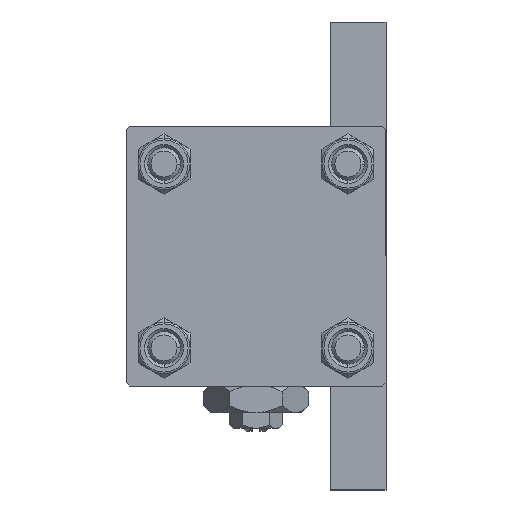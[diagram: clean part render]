
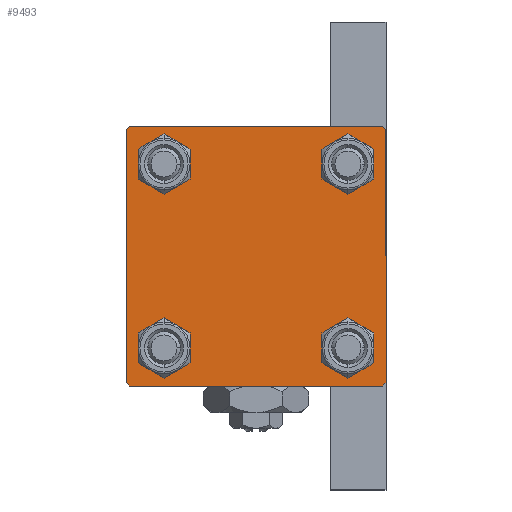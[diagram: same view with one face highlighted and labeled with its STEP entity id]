
A CAD part, left-side view. The second image highlights one B-rep face of the part: STEP entity #9493.
In plain terms, the highlighted planar face has unit normal (-1, 0, 0).
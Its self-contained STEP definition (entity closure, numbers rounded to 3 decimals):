
#13 = CARTESIAN_POINT ( 'NONE',  ( 0., -14.15, -17.15 ) ) ;
#566 = CARTESIAN_POINT ( 'NONE',  ( 0., 14.15, -11.15 ) ) ;
#902 = LINE ( 'NONE', #16230, #1960 ) ;
#1653 = EDGE_CURVE ( 'NONE', #11186, #38839, #902, .T. ) ;
#1739 = DIRECTION ( 'NONE',  ( 1., 0., 0. ) ) ;
#1960 = VECTOR ( 'NONE', #3937, 1000. ) ;
#2232 = AXIS2_PLACEMENT_3D ( 'NONE', #34285, #46065, #27519 ) ;
#2637 = DIRECTION ( 'NONE',  ( 1., 0., 0. ) ) ;
#2753 = CARTESIAN_POINT ( 'NONE',  ( 0., -19.75, -19.75 ) ) ;
#2761 = EDGE_LOOP ( 'NONE', ( #9689, #21850 ) ) ;
#2854 = CIRCLE ( 'NONE', #30900, 3. ) ;
#3040 = VERTEX_POINT ( 'NONE', #40134 ) ;
#3428 = DIRECTION ( 'NONE',  ( 0., -1., 0. ) ) ;
#3937 = DIRECTION ( 'NONE',  ( 0., 0., -1. ) ) ;
#4352 = DIRECTION ( 'NONE',  ( 0., -1., 0. ) ) ;
#5202 = CARTESIAN_POINT ( 'NONE',  ( 0., 19.5, 20. ) ) ;
#6106 = VERTEX_POINT ( 'NONE', #45738 ) ;
#6254 = VECTOR ( 'NONE', #10864, 1000. ) ;
#6298 = VERTEX_POINT ( 'NONE', #10097 ) ;
#6539 = EDGE_LOOP ( 'NONE', ( #40773, #33983 ) ) ;
#6771 = CARTESIAN_POINT ( 'NONE',  ( 0., 20., -19.5 ) ) ;
#6830 = FACE_BOUND ( 'NONE', #6539, .T. ) ;
#6925 = CARTESIAN_POINT ( 'NONE',  ( 0., -14.15, 17.15 ) ) ;
#7326 = EDGE_CURVE ( 'NONE', #6298, #17691, #29399, .T. ) ;
#7601 = DIRECTION ( 'NONE',  ( 0., 0., 1. ) ) ;
#7603 = ORIENTED_EDGE ( 'NONE', *, *, #26489, .F. ) ;
#7941 = AXIS2_PLACEMENT_3D ( 'NONE', #16121, #19135, #7601 ) ;
#8310 = DIRECTION ( 'NONE',  ( 1., 0., 0. ) ) ;
#8479 = VERTEX_POINT ( 'NONE', #32747 ) ;
#8677 = DIRECTION ( 'NONE',  ( 0., 0., -1. ) ) ;
#8682 = DIRECTION ( 'NONE',  ( 0., 0., 1. ) ) ;
#9024 = VERTEX_POINT ( 'NONE', #37576 ) ;
#9028 = EDGE_CURVE ( 'NONE', #25310, #38399, #13430, .T. ) ;
#9213 = CARTESIAN_POINT ( 'NONE',  ( 0., -20., -19.5 ) ) ;
#9376 = EDGE_CURVE ( 'NONE', #8479, #3040, #33792, .T. ) ;
#9493 = ADVANCED_FACE ( 'NONE', ( #21644, #6830, #21133, #25655, #25156 ), #29668, .T. ) ;
#9689 = ORIENTED_EDGE ( 'NONE', *, *, #47531, .T. ) ;
#10097 = CARTESIAN_POINT ( 'NONE',  ( 0., -14.15, 11.15 ) ) ;
#10543 = DIRECTION ( 'NONE',  ( 1., 0., 0. ) ) ;
#10654 = VECTOR ( 'NONE', #8677, 1000. ) ;
#10864 = DIRECTION ( 'NONE',  ( 0., -0.707, -0.707 ) ) ;
#11186 = VERTEX_POINT ( 'NONE', #25244 ) ;
#11353 = ORIENTED_EDGE ( 'NONE', *, *, #43288, .T. ) ;
#12191 = LINE ( 'NONE', #12441, #10654 ) ;
#12441 = CARTESIAN_POINT ( 'NONE',  ( 0., -20., 20. ) ) ;
#12693 = VECTOR ( 'NONE', #3428, 1000. ) ;
#13055 = EDGE_CURVE ( 'NONE', #17691, #6298, #45518, .T. ) ;
#13430 = CIRCLE ( 'NONE', #31861, 3. ) ;
#15082 = CIRCLE ( 'NONE', #2232, 3. ) ;
#15186 = DIRECTION ( 'NONE',  ( 0., 0., 1. ) ) ;
#15560 = EDGE_CURVE ( 'NONE', #27596, #9024, #20150, .T. ) ;
#15597 = CARTESIAN_POINT ( 'NONE',  ( 0., 14.15, -14.15 ) ) ;
#16121 = CARTESIAN_POINT ( 'NONE',  ( 0., 14.15, -14.15 ) ) ;
#16146 = CARTESIAN_POINT ( 'NONE',  ( 0., 20., 20. ) ) ;
#16230 = CARTESIAN_POINT ( 'NONE',  ( 0., 20., 20. ) ) ;
#17369 = DIRECTION ( 'NONE',  ( 0., 0., 1. ) ) ;
#17625 = CARTESIAN_POINT ( 'NONE',  ( 0., 14.15, 17.15 ) ) ;
#17691 = VERTEX_POINT ( 'NONE', #6925 ) ;
#17815 = LINE ( 'NONE', #2753, #29367 ) ;
#18270 = AXIS2_PLACEMENT_3D ( 'NONE', #37227, #2637, #15186 ) ;
#18401 = VERTEX_POINT ( 'NONE', #9213 ) ;
#18748 = DIRECTION ( 'NONE',  ( 0., 0.707, 0.707 ) ) ;
#19135 = DIRECTION ( 'NONE',  ( 1., 0., 0. ) ) ;
#19323 = ORIENTED_EDGE ( 'NONE', *, *, #9028, .T. ) ;
#19372 = ORIENTED_EDGE ( 'NONE', *, *, #15560, .F. ) ;
#19409 = VERTEX_POINT ( 'NONE', #27115 ) ;
#19699 = AXIS2_PLACEMENT_3D ( 'NONE', #43630, #1739, #36339 ) ;
#20150 = LINE ( 'NONE', #16146, #32780 ) ;
#20642 = ORIENTED_EDGE ( 'NONE', *, *, #38694, .T. ) ;
#20859 = EDGE_LOOP ( 'NONE', ( #48478, #33777, #22039, #20642, #7603, #11353, #19372, #34700 ) ) ;
#21133 = FACE_BOUND ( 'NONE', #2761, .T. ) ;
#21404 = VECTOR ( 'NONE', #18748, 1000. ) ;
#21644 = FACE_BOUND ( 'NONE', #23264, .T. ) ;
#21768 = CARTESIAN_POINT ( 'NONE',  ( 0., 19.75, 19.75 ) ) ;
#21850 = ORIENTED_EDGE ( 'NONE', *, *, #34562, .T. ) ;
#22039 = ORIENTED_EDGE ( 'NONE', *, *, #9376, .T. ) ;
#22160 = AXIS2_PLACEMENT_3D ( 'NONE', #27375, #46901, #30877 ) ;
#22238 = VECTOR ( 'NONE', #29054, 1000. ) ;
#22260 = CARTESIAN_POINT ( 'NONE',  ( 0., 20., -20. ) ) ;
#22645 = LINE ( 'NONE', #29923, #6254 ) ;
#23264 = EDGE_LOOP ( 'NONE', ( #34032, #37503 ) ) ;
#23518 = CARTESIAN_POINT ( 'NONE',  ( 0., -19.75, 19.75 ) ) ;
#25156 = FACE_OUTER_BOUND ( 'NONE', #20859, .T. ) ;
#25244 = CARTESIAN_POINT ( 'NONE',  ( 0., 20., 19.5 ) ) ;
#25310 = VERTEX_POINT ( 'NONE', #45584 ) ;
#25655 = FACE_BOUND ( 'NONE', #35996, .T. ) ;
#26489 = EDGE_CURVE ( 'NONE', #19409, #18401, #12191, .T. ) ;
#27115 = CARTESIAN_POINT ( 'NONE',  ( 0., -20., 19.5 ) ) ;
#27375 = CARTESIAN_POINT ( 'NONE',  ( 0., -14.15, 14.15 ) ) ;
#27519 = DIRECTION ( 'NONE',  ( 0., 0., 1. ) ) ;
#27596 = VERTEX_POINT ( 'NONE', #5202 ) ;
#28513 = CIRCLE ( 'NONE', #19699, 3. ) ;
#29054 = DIRECTION ( 'NONE',  ( 0., 0.707, -0.707 ) ) ;
#29367 = VECTOR ( 'NONE', #37097, 1000. ) ;
#29399 = CIRCLE ( 'NONE', #22160, 3. ) ;
#29668 = PLANE ( 'NONE',  #42326 ) ;
#29923 = CARTESIAN_POINT ( 'NONE',  ( 0., 19.75, -19.75 ) ) ;
#30877 = DIRECTION ( 'NONE',  ( 0., 0., 1. ) ) ;
#30883 = DIRECTION ( 'NONE',  ( 0., 0., 1. ) ) ;
#30900 = AXIS2_PLACEMENT_3D ( 'NONE', #15597, #8310, #30883 ) ;
#31861 = AXIS2_PLACEMENT_3D ( 'NONE', #33851, #10543, #41599 ) ;
#32421 = DIRECTION ( 'NONE',  ( -1., 0., 0. ) ) ;
#32747 = CARTESIAN_POINT ( 'NONE',  ( 0., 19.5, -20. ) ) ;
#32780 = VECTOR ( 'NONE', #4352, 1000. ) ;
#33777 = ORIENTED_EDGE ( 'NONE', *, *, #42998, .T. ) ;
#33792 = LINE ( 'NONE', #22260, #12693 ) ;
#33851 = CARTESIAN_POINT ( 'NONE',  ( 0., 14.15, 14.15 ) ) ;
#33983 = ORIENTED_EDGE ( 'NONE', *, *, #34617, .T. ) ;
#34032 = ORIENTED_EDGE ( 'NONE', *, *, #13055, .T. ) ;
#34285 = CARTESIAN_POINT ( 'NONE',  ( 0., -14.15, -14.15 ) ) ;
#34562 = EDGE_CURVE ( 'NONE', #47610, #49494, #2854, .T. ) ;
#34617 = EDGE_CURVE ( 'NONE', #38427, #6106, #28513, .T. ) ;
#34700 = ORIENTED_EDGE ( 'NONE', *, *, #40282, .T. ) ;
#34785 = LINE ( 'NONE', #23518, #21404 ) ;
#35496 = DIRECTION ( 'NONE',  ( 1., 0., 0. ) ) ;
#35996 = EDGE_LOOP ( 'NONE', ( #46024, #19323 ) ) ;
#36339 = DIRECTION ( 'NONE',  ( 0., 0., 1. ) ) ;
#37097 = DIRECTION ( 'NONE',  ( 0., -0.707, 0.707 ) ) ;
#37227 = CARTESIAN_POINT ( 'NONE',  ( 0., -14.15, 14.15 ) ) ;
#37503 = ORIENTED_EDGE ( 'NONE', *, *, #7326, .T. ) ;
#37576 = CARTESIAN_POINT ( 'NONE',  ( 0., -19.5, 20. ) ) ;
#38399 = VERTEX_POINT ( 'NONE', #17625 ) ;
#38427 = VERTEX_POINT ( 'NONE', #13 ) ;
#38694 = EDGE_CURVE ( 'NONE', #3040, #18401, #17815, .T. ) ;
#38839 = VERTEX_POINT ( 'NONE', #6771 ) ;
#40134 = CARTESIAN_POINT ( 'NONE',  ( 0., -19.5, -20. ) ) ;
#40282 = EDGE_CURVE ( 'NONE', #27596, #11186, #44071, .T. ) ;
#40416 = CARTESIAN_POINT ( 'NONE',  ( 0., 0., 0. ) ) ;
#40773 = ORIENTED_EDGE ( 'NONE', *, *, #41228, .T. ) ;
#41228 = EDGE_CURVE ( 'NONE', #6106, #38427, #15082, .T. ) ;
#41599 = DIRECTION ( 'NONE',  ( 0., 0., 1. ) ) ;
#42326 = AXIS2_PLACEMENT_3D ( 'NONE', #40416, #32421, #17369 ) ;
#42998 = EDGE_CURVE ( 'NONE', #38839, #8479, #22645, .T. ) ;
#43026 = CARTESIAN_POINT ( 'NONE',  ( 0., 14.15, 14.15 ) ) ;
#43172 = CARTESIAN_POINT ( 'NONE',  ( 0., 14.15, -17.15 ) ) ;
#43188 = CIRCLE ( 'NONE', #44804, 3. ) ;
#43288 = EDGE_CURVE ( 'NONE', #19409, #9024, #34785, .T. ) ;
#43630 = CARTESIAN_POINT ( 'NONE',  ( 0., -14.15, -14.15 ) ) ;
#43970 = CIRCLE ( 'NONE', #7941, 3. ) ;
#44071 = LINE ( 'NONE', #21768, #22238 ) ;
#44804 = AXIS2_PLACEMENT_3D ( 'NONE', #43026, #35496, #8682 ) ;
#45518 = CIRCLE ( 'NONE', #18270, 3. ) ;
#45584 = CARTESIAN_POINT ( 'NONE',  ( 0., 14.15, 11.15 ) ) ;
#45738 = CARTESIAN_POINT ( 'NONE',  ( 0., -14.15, -11.15 ) ) ;
#46024 = ORIENTED_EDGE ( 'NONE', *, *, #49292, .T. ) ;
#46065 = DIRECTION ( 'NONE',  ( 1., 0., 0. ) ) ;
#46901 = DIRECTION ( 'NONE',  ( 1., 0., 0. ) ) ;
#47531 = EDGE_CURVE ( 'NONE', #49494, #47610, #43970, .T. ) ;
#47610 = VERTEX_POINT ( 'NONE', #43172 ) ;
#48478 = ORIENTED_EDGE ( 'NONE', *, *, #1653, .T. ) ;
#49292 = EDGE_CURVE ( 'NONE', #38399, #25310, #43188, .T. ) ;
#49494 = VERTEX_POINT ( 'NONE', #566 ) ;
